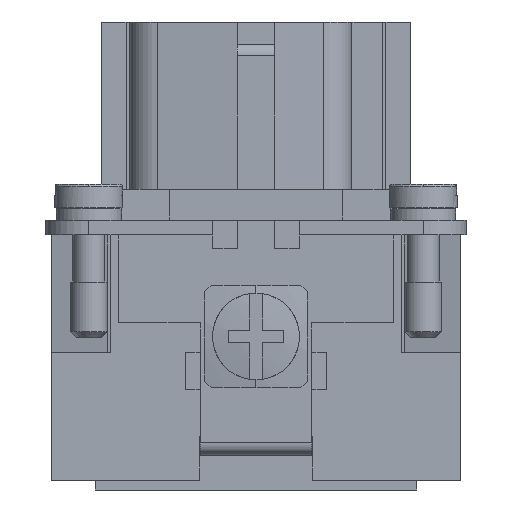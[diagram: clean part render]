
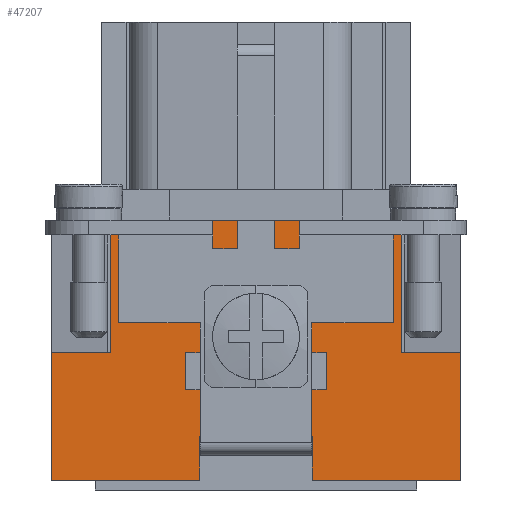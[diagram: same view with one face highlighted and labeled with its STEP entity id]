
A CAD part, left-side view. The second image highlights one B-rep face of the part: STEP entity #47207.
In plain terms, the highlighted planar face has unit normal (-1, 0, 0).
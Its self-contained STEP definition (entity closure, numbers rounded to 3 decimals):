
#9911=CARTESIAN_POINT('',(-45.0,4.55,0.0));
#9912=VERTEX_POINT('',#9911);
#9919=CARTESIAN_POINT('',(-45.0,16.5,0.0));
#9920=VERTEX_POINT('',#9919);
#9921=CARTESIAN_POINT('',(-45.0,4.55,0.0));
#9922=DIRECTION('',(0.0,1.0,0.0));
#9923=VECTOR('',#9922,11.95);
#9924=LINE('',#9921,#9923);
#9925=EDGE_CURVE('',#9912,#9920,#9924,.T.);
#9958=CARTESIAN_POINT('',(-45.0,-16.5,0.0));
#9959=VERTEX_POINT('',#9958);
#9966=CARTESIAN_POINT('',(-45.0,-4.55,0.0));
#9967=VERTEX_POINT('',#9966);
#9968=CARTESIAN_POINT('',(-45.0,-16.5,0.0));
#9969=DIRECTION('',(0.0,1.0,0.0));
#9970=VECTOR('',#9969,11.95);
#9971=LINE('',#9968,#9970);
#9972=EDGE_CURVE('',#9959,#9967,#9971,.T.);
#29217=CARTESIAN_POINT('',(-45.0,16.5,10.3));
#29218=VERTEX_POINT('',#29217);
#29219=CARTESIAN_POINT('',(-45.0,16.5,0.0));
#29220=DIRECTION('',(0.0,0.0,1.0));
#29221=VECTOR('',#29220,10.3);
#29222=LINE('',#29219,#29221);
#29223=EDGE_CURVE('',#9920,#29218,#29222,.T.);
#29683=CARTESIAN_POINT('',(-45.0,-16.5,10.3));
#29684=VERTEX_POINT('',#29683);
#29691=CARTESIAN_POINT('',(-45.0,-16.5,0.0));
#29692=DIRECTION('',(0.0,0.0,1.0));
#29693=VECTOR('',#29692,10.3);
#29694=LINE('',#29691,#29693);
#29695=EDGE_CURVE('',#9959,#29684,#29694,.T.);
#39553=CARTESIAN_POINT('',(-45.0,11.75,21.0));
#39554=VERTEX_POINT('',#39553);
#39561=CARTESIAN_POINT('',(-45.0,-11.75,21.0));
#39562=VERTEX_POINT('',#39561);
#39563=CARTESIAN_POINT('',(-45.0,-11.75,21.0));
#39564=DIRECTION('',(0.0,1.0,0.0));
#39565=VECTOR('',#39564,23.5);
#39566=LINE('',#39563,#39565);
#39567=EDGE_CURVE('',#39562,#39554,#39566,.T.);
#46824=CARTESIAN_POINT('',(-45.0,11.75,10.3));
#46825=VERTEX_POINT('',#46824);
#46834=CARTESIAN_POINT('',(-45.0,11.75,21.0));
#46835=DIRECTION('',(0.0,0.0,-1.0));
#46836=VECTOR('',#46835,10.7);
#46837=LINE('',#46834,#46836);
#46838=EDGE_CURVE('',#39554,#46825,#46837,.T.);
#46873=CARTESIAN_POINT('',(-45.0,11.75,10.3));
#46874=DIRECTION('',(0.0,1.0,0.0));
#46875=VECTOR('',#46874,4.75);
#46876=LINE('',#46873,#46875);
#46877=EDGE_CURVE('',#46825,#29218,#46876,.T.);
#47065=CARTESIAN_POINT('',(-45.0,-11.75,10.3));
#47066=VERTEX_POINT('',#47065);
#47075=CARTESIAN_POINT('',(-45.0,-11.75,10.3));
#47076=DIRECTION('',(0.0,0.0,1.0));
#47077=VECTOR('',#47076,10.7);
#47078=LINE('',#47075,#47077);
#47079=EDGE_CURVE('',#47066,#39562,#47078,.T.);
#47089=CARTESIAN_POINT('',(-45.0,-16.5,10.3));
#47090=DIRECTION('',(0.0,1.0,0.0));
#47091=VECTOR('',#47090,4.75);
#47092=LINE('',#47089,#47091);
#47093=EDGE_CURVE('',#29684,#47066,#47092,.T.);
#47169=CARTESIAN_POINT('',(-45.0,-16.5,0.0));
#47170=DIRECTION('',(-1.0,0.0,0.0));
#47171=DIRECTION('',(0.0,0.0,1.0));
#47172=AXIS2_PLACEMENT_3D('',#47169,#47170,#47171);
#47173=PLANE('',#47172);
#47174=ORIENTED_EDGE('',*,*,#46838,.T.);
#47175=ORIENTED_EDGE('',*,*,#46877,.T.);
#47176=ORIENTED_EDGE('',*,*,#29223,.F.);
#47177=ORIENTED_EDGE('',*,*,#9925,.F.);
#47178=CARTESIAN_POINT('',(-45.0,4.55,3.5));
#47179=VERTEX_POINT('',#47178);
#47180=CARTESIAN_POINT('',(-45.0,4.55,0.0));
#47181=DIRECTION('',(0.0,0.0,1.0));
#47182=VECTOR('',#47181,3.5);
#47183=LINE('',#47180,#47182);
#47184=EDGE_CURVE('',#9912,#47179,#47183,.T.);
#47185=ORIENTED_EDGE('',*,*,#47184,.T.);
#47186=CARTESIAN_POINT('',(-45.0,-4.55,3.5));
#47187=VERTEX_POINT('',#47186);
#47188=CARTESIAN_POINT('',(-45.0,4.55,3.5));
#47189=DIRECTION('',(0.0,-1.0,0.0));
#47190=VECTOR('',#47189,9.1);
#47191=LINE('',#47188,#47190);
#47192=EDGE_CURVE('',#47179,#47187,#47191,.T.);
#47193=ORIENTED_EDGE('',*,*,#47192,.T.);
#47194=CARTESIAN_POINT('',(-45.0,-4.55,3.5));
#47195=DIRECTION('',(0.0,0.0,-1.0));
#47196=VECTOR('',#47195,3.5);
#47197=LINE('',#47194,#47196);
#47198=EDGE_CURVE('',#47187,#9967,#47197,.T.);
#47199=ORIENTED_EDGE('',*,*,#47198,.T.);
#47200=ORIENTED_EDGE('',*,*,#9972,.F.);
#47201=ORIENTED_EDGE('',*,*,#29695,.T.);
#47202=ORIENTED_EDGE('',*,*,#47093,.T.);
#47203=ORIENTED_EDGE('',*,*,#47079,.T.);
#47204=ORIENTED_EDGE('',*,*,#39567,.T.);
#47205=EDGE_LOOP('',(#47174,#47175,#47176,#47177,#47185,#47193,#47199,#47200,#47201,#47202,#47203,#47204));
#47206=FACE_OUTER_BOUND('',#47205,.T.);
#47207=ADVANCED_FACE('',(#47206),#47173,.T.);
